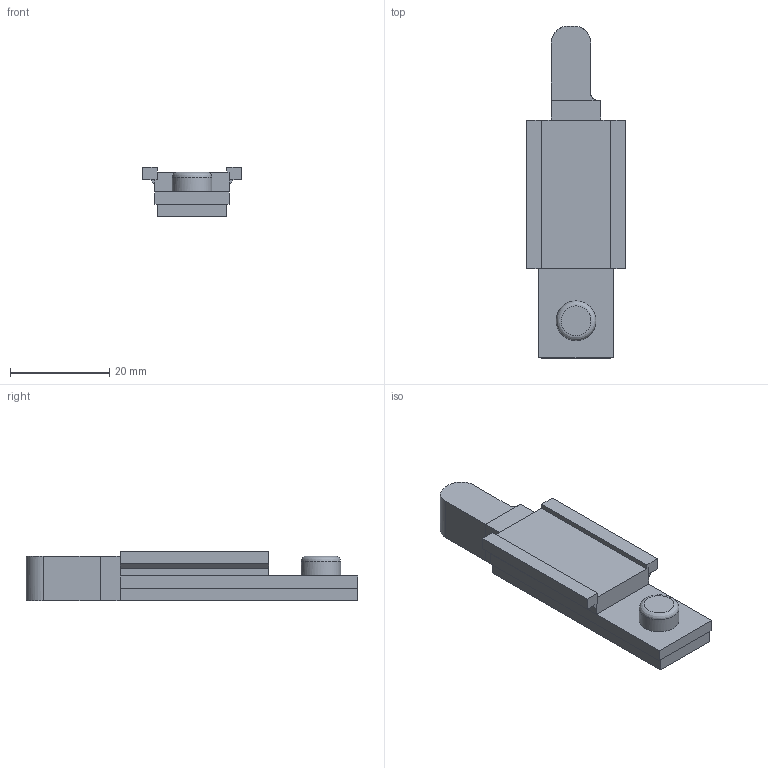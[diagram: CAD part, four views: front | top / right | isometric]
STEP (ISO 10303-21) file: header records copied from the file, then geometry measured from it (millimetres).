
FILE_DESCRIPTION(/* description */ (''),/* implementation_level */ '2;1');
FILE_NAME(/* name */ 'PENNEP~1',/* time_stamp */ '2019-12-16T09:22:56+01:00',/* author */ (''),/* organization */ (''),/* preprocessor_version */ 'ST-DEVELOPER v16.5',/* originating_system */ '',/* authorisation */ '');
FILE_SCHEMA (('AUTOMOTIVE_DESIGN'));
Length unit declared in the file: millimetre
Products named in the file (1): Document
Bounding box: 20 x 67 x 10 mm (x, y, z)
Surface area: 3548.3 mm2 (no closed solid volume)
Topology: 0 solids, 1 shells, 54 faces, 138 edges, 81 vertices
Faces by surface type: bspline 54
Entity records: 3248 total; most frequent: CARTESIAN_POINT 1483, B_SPLINE_CURVE_WITH_KNOTS 381, ORIENTED_EDGE 261, PCURVE 261, DEFINITIONAL_REPRESENTATION 261, SURFACE_CURVE 133, EDGE_CURVE 133, VERTEX_POINT 80
